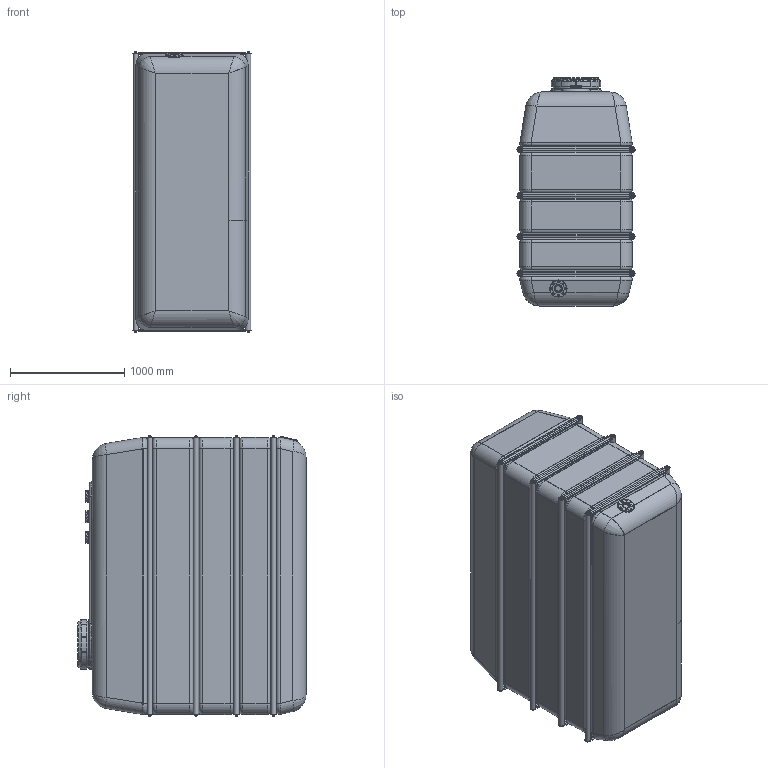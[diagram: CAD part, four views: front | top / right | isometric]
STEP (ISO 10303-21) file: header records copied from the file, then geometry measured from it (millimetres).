
FILE_DESCRIPTION((''),'2;1');
FILE_NAME('PE-DF_4000_0.stp','2014-02-27T10:10:22',('yh'),(''),'Autodesk Inventor 2012','Autodesk Inventor 2012','');
FILE_SCHEMA(('AUTOMOTIVE_DESIGN { 1 0 10303 214 1 1 1 1 }'));
Length unit declared in the file: millimetre
Products named in the file (20): PE-DF_4000_0-00; PE-DF4000-00; Deckel oben_4000DF-00; Boden 4000-er DF-00; PE-Flansch 2"; Kragen für DN400_01_01; DN400_02; Bandage PE4000-00; Kopfplatte für Längsbandage-00; Schraubverbindung; DIN 934 - ersetzt durch DIN EN 24032/28673/28674 M12; DIN 933 - ersetzt durch DIN EN 24017 M12  x 35; DIN 125-1 A A 13; Längsbandage PE_DF_4000; Schraubverbindung_00011_2; Schraubverbindung_00012_2; Schraubverbindung_000111_2; Kopfbandage PE_DF_3000-00; Überwurfmutter_02; Lockragen DN40
Assembly tree (40 placements, depth 4):
  PE-DF_4000_0-00
    PE-DF4000-00
    Deckel oben_4000DF-00
    Boden 4000-er DF-00
    PE-Flansch 2"
    Kragen für DN400_01_01
    DN400_02
    Bandage PE4000-00  x4
      Kopfplatte für Längsbandage-00
      Schraubverbindung
        DIN 934 - ersetzt durch DIN EN 24032/28673/28674 M12
        DIN 933 - ersetzt durch DIN EN 24017 M12  x 35
        DIN 125-1 A A 13
      Längsbandage PE_DF_4000
      Schraubverbindung_00011_2
        DIN 934 - ersetzt durch DIN EN 24032/28673/28674 M12
        DIN 933 - ersetzt durch DIN EN 24017 M12  x 35
        DIN 125-1 A A 13
      Schraubverbindung_00012_2
        DIN 934 - ersetzt durch DIN EN 24032/28673/28674 M12
        DIN 933 - ersetzt durch DIN EN 24017 M12  x 35
        DIN 125-1 A A 13
      Schraubverbindung_000111_2
        DIN 934 - ersetzt durch DIN EN 24032/28673/28674 M12
        DIN 933 - ersetzt durch DIN EN 24017 M12  x 35
        DIN 125-1 A A 13
      Kopfbandage PE_DF_3000-00
    Überwurfmutter_02  x3
    Lockragen DN40  x3
Bounding box: 1035 x 2000 x 2468.15 mm (x, y, z)
Volume: 73359702.1 mm3; surface area: 45475978.9 mm2
Topology: 92 solids, 92 shells, 1623 faces, 3642 edges, 2229 vertices
Faces by surface type: plane 772, cylinder 480, cone 192, torus 147, bspline 32
Full cylindrical faces by diameter (mm): 7 x8, 8 x8, 10 x16, 10.106 x16, 11.053 x16, 12 x16, 13 x16, 17.2 x16, 24 x16, 39.101 x16, 44 x8, 46 x8, 48 x1, 69.854 x1, 82.307 x3, 85 x3, 100 x3, 102.186 x1, 105 x3, 154.067 x1, 362.022 x1, 366.022 x1, 380 x1, 395.51 x1, 400 x1, 430 x1
Entity records: 23735 total; most frequent: CARTESIAN_POINT 6598, DIRECTION 3710, ORIENTED_EDGE 3228, EDGE_CURVE 1614, AXIS2_PLACEMENT_3D 1426, VERTEX_POINT 986, VECTOR 858, LINE 858
